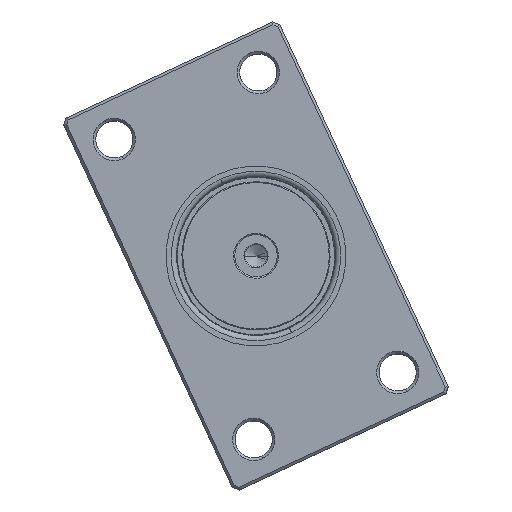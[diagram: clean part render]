
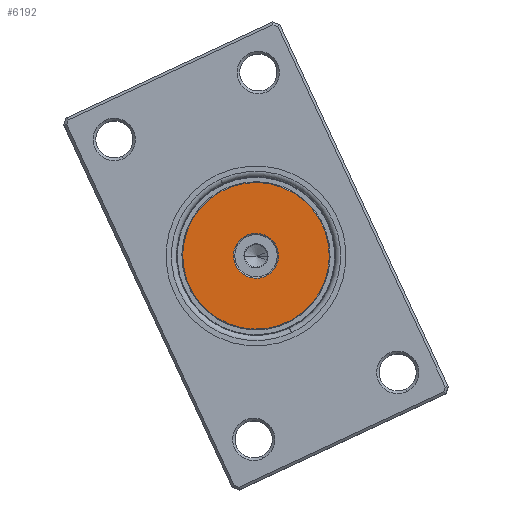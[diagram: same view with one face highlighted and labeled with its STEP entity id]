
A CAD part, top view. The second image highlights one B-rep face of the part: STEP entity #6192.
In plain terms, the highlighted face is planar.
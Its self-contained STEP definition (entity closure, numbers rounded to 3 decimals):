
#545 = CARTESIAN_POINT ( 'NONE',  ( 0., 0., 0. ) ) ;
#1758 = CARTESIAN_POINT ( 'NONE',  ( 8.5, 0., 0. ) ) ;
#2770 = DIRECTION ( 'NONE',  ( 0., 0., 1. ) ) ;
#3622 = AXIS2_PLACEMENT_3D ( 'NONE', #16368, #40998, #27108 ) ;
#3814 = EDGE_LOOP ( 'NONE', ( #44339, #15288 ) ) ;
#3944 = ORIENTED_EDGE ( 'NONE', *, *, #33585, .T. ) ;
#4325 = CARTESIAN_POINT ( 'NONE',  ( -27.7, 0., 0. ) ) ;
#4608 = CIRCLE ( 'NONE', #9700, 27.7 ) ;
#4622 = AXIS2_PLACEMENT_3D ( 'NONE', #10577, #42490, #21661 ) ;
#4838 = AXIS2_PLACEMENT_3D ( 'NONE', #34854, #24105, #38473 ) ;
#5300 = EDGE_CURVE ( 'NONE', #25868, #12223, #8408, .T. ) ;
#6192 = ADVANCED_FACE ( 'NONE', ( #17270, #7828 ), #30214, .F. ) ;
#7828 = FACE_BOUND ( 'NONE', #3814, .T. ) ;
#8408 = CIRCLE ( 'NONE', #3622, 8.5 ) ;
#9700 = AXIS2_PLACEMENT_3D ( 'NONE', #545, #21677, #10910 ) ;
#10577 = CARTESIAN_POINT ( 'NONE',  ( 0., 0., 0. ) ) ;
#10910 = DIRECTION ( 'NONE',  ( 1., 0., 0. ) ) ;
#12223 = VERTEX_POINT ( 'NONE', #1758 ) ;
#13313 = DIRECTION ( 'NONE',  ( 1., 0., 0. ) ) ;
#15000 = VERTEX_POINT ( 'NONE', #36284 ) ;
#15288 = ORIENTED_EDGE ( 'NONE', *, *, #44858, .T. ) ;
#16368 = CARTESIAN_POINT ( 'NONE',  ( 0., 0., 0. ) ) ;
#17270 = FACE_OUTER_BOUND ( 'NONE', #42659, .T. ) ;
#18559 = EDGE_CURVE ( 'NONE', #15000, #25912, #4608, .T. ) ;
#21661 = DIRECTION ( 'NONE',  ( 1., 0., 0. ) ) ;
#21677 = DIRECTION ( 'NONE',  ( 0., 0., -1. ) ) ;
#24105 = DIRECTION ( 'NONE',  ( 0., 0., 1. ) ) ;
#25868 = VERTEX_POINT ( 'NONE', #32617 ) ;
#25912 = VERTEX_POINT ( 'NONE', #4325 ) ;
#27108 = DIRECTION ( 'NONE',  ( 1., 0., 0. ) ) ;
#27190 = CIRCLE ( 'NONE', #4622, 27.7 ) ;
#28891 = AXIS2_PLACEMENT_3D ( 'NONE', #34777, #2770, #13313 ) ;
#30214 = PLANE ( 'NONE',  #4838 ) ;
#32617 = CARTESIAN_POINT ( 'NONE',  ( -8.5, 0., 0. ) ) ;
#33585 = EDGE_CURVE ( 'NONE', #25912, #15000, #27190, .T. ) ;
#34777 = CARTESIAN_POINT ( 'NONE',  ( 0., 0., 0. ) ) ;
#34854 = CARTESIAN_POINT ( 'NONE',  ( 0., 0., 0. ) ) ;
#36284 = CARTESIAN_POINT ( 'NONE',  ( 27.7, 0., 0. ) ) ;
#38473 = DIRECTION ( 'NONE',  ( 1., 0., 0. ) ) ;
#40334 = CIRCLE ( 'NONE', #28891, 8.5 ) ;
#40998 = DIRECTION ( 'NONE',  ( 0., 0., 1. ) ) ;
#42490 = DIRECTION ( 'NONE',  ( 0., 0., -1. ) ) ;
#42659 = EDGE_LOOP ( 'NONE', ( #42898, #3944 ) ) ;
#42898 = ORIENTED_EDGE ( 'NONE', *, *, #18559, .T. ) ;
#44339 = ORIENTED_EDGE ( 'NONE', *, *, #5300, .T. ) ;
#44858 = EDGE_CURVE ( 'NONE', #12223, #25868, #40334, .T. ) ;
